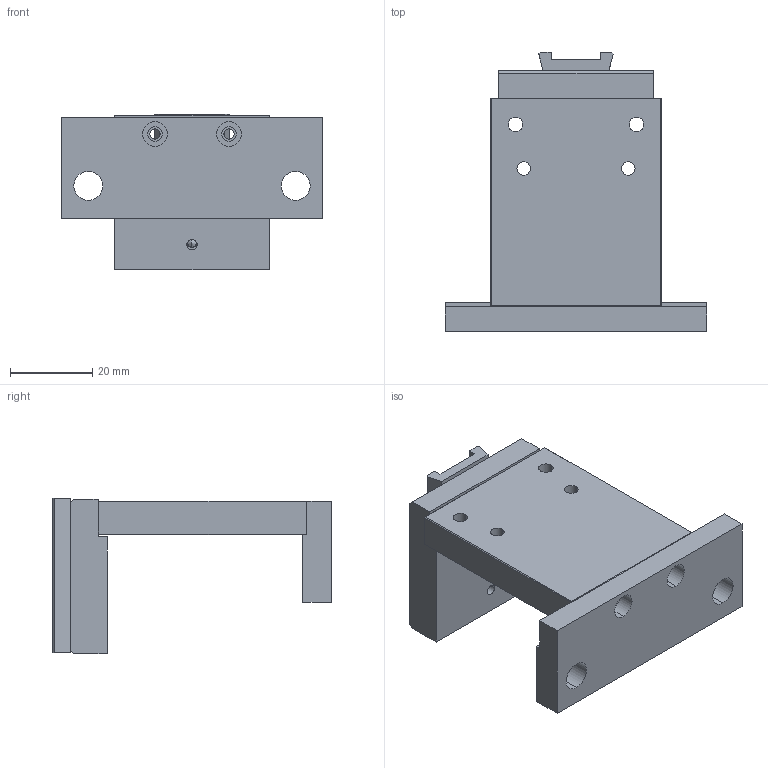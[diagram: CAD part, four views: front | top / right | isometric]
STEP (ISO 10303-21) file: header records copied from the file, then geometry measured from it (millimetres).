
FILE_DESCRIPTION (( 'STEP AP203' ), '1' );
FILE_NAME ('APFP-US.STEP', '2018-12-06T08:15:55', ( '' ), ( '' ), 'SwSTEP 2.0', 'SolidWorks 2016', '' );
FILE_SCHEMA (( 'CONFIG_CONTROL_DESIGN' ));
Length unit declared in the file: millimetre
Products named in the file (1): APFP-US
Bounding box: 63.5 x 67.8 x 37.8 mm (x, y, z)
Surface area: 16444.1 mm2 (no closed solid volume)
Topology: 0 solids, 6 shells, 109 faces, 313 edges, 208 vertices
Faces by surface type: plane 71, cylinder 30, cone 8
Entity records: 3653 total; most frequent: DIRECTION 641, CARTESIAN_POINT 627, ORIENTED_EDGE 542, EDGE_CURVE 309, AXIS2_PLACEMENT_3D 222, VERTEX_POINT 208, VECTOR 197, LINE 197
